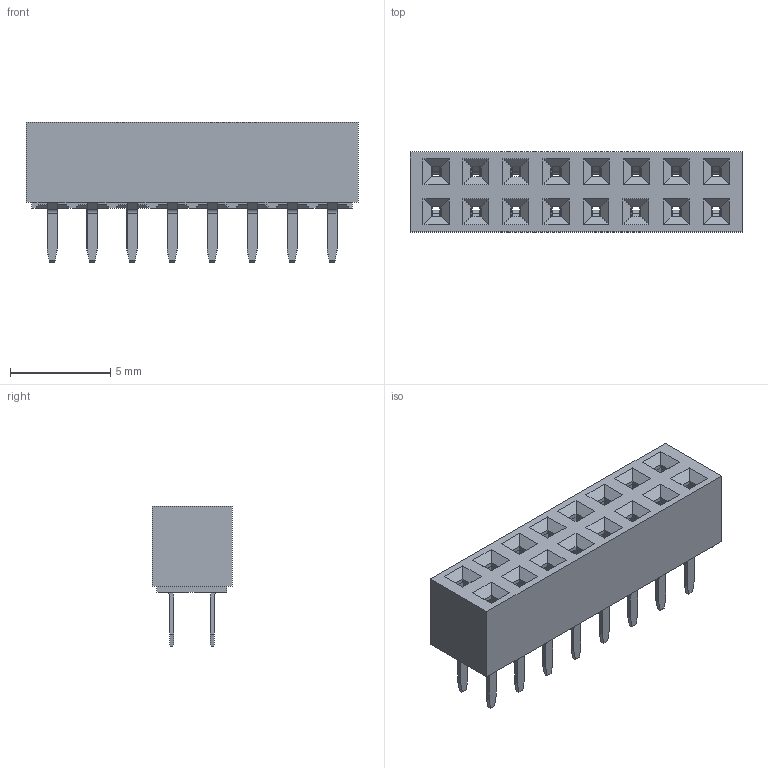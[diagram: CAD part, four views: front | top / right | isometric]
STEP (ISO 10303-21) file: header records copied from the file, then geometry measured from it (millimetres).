
FILE_DESCRIPTION(/* description */ ('Unknown'),/* implementation_level */ '2;1');
FILE_NAME(/* name */ '62001621821',/* time_stamp */ '2017-10-26T15:05:27+02:00',/* author */ ('Unknown'),/* organization */ ('Unknown'),/* preprocessor_version */ 'ST-DEVELOPER v16.7',/* originating_system */ 'DEX',/* authorisation */ $);
FILE_SCHEMA (('AUTOMOTIVE_DESIGN {1 0 10303 214 3 1 1}'));
Length unit declared in the file: millimetre
Products named in the file (3): 6200xx21821; 62001621821
Assembly tree (17 placements, depth 2):
  6200xx21821
    62001621821
    6200xx21821  x16
Bounding box: 16.6 x 4 x 7 mm (x, y, z)
Volume: 198.2 mm3; surface area: 1059.4 mm2
Topology: 17 solids, 17 shells, 1947 faces, 5160 edges, 3248 vertices
Faces by surface type: plane 1275, cylinder 608, bspline 64
Entity records: 11910 total; most frequent: CARTESIAN_POINT 2147, ORIENTED_EDGE 2040, DIRECTION 1882, EDGE_CURVE 1020, LINE 944, VECTOR 944, VERTEX_POINT 638, AXIS2_PLACEMENT_3D 469
